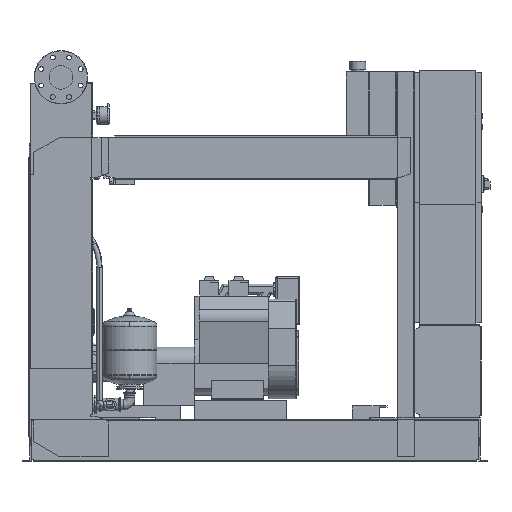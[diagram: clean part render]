
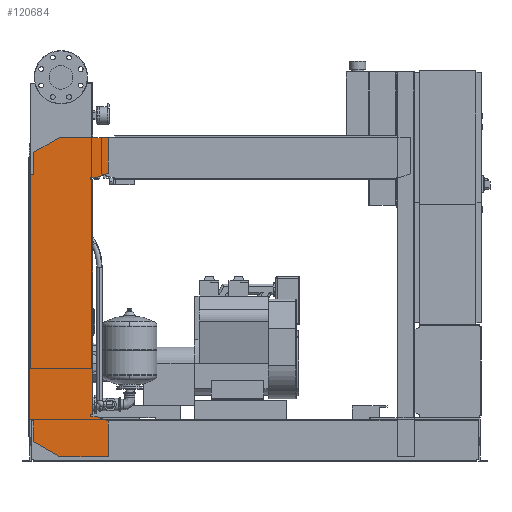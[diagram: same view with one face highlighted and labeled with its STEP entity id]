
A CAD part, front view. The second image highlights one B-rep face of the part: STEP entity #120684.
In plain terms, the highlighted free-form (B-spline) face has degree [1, 1] with [2, 2] control points.
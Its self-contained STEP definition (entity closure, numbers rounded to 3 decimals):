
#120169=CARTESIAN_POINT('',(-102.0,-463.5,1076.0));
#120170=VERTEX_POINT('',#120169);
#120177=CARTESIAN_POINT('',(-102.0,-463.5,1158.574));
#120178=VERTEX_POINT('',#120177);
#120179=CARTESIAN_POINT('',(-102.0,-463.5,1076.0));
#120180=DIRECTION('',(0.0,0.0,1.0));
#120181=VECTOR('',#120180,82.574);
#120182=LINE('',#120179,#120181);
#120183=EDGE_CURVE('',#120170,#120178,#120182,.T.);
#120201=CARTESIAN_POINT('',(-6.,-463.5,1214.0));
#120202=VERTEX_POINT('',#120201);
#120203=CARTESIAN_POINT('',(-102.0,-463.5,1158.574));
#120204=DIRECTION('',(0.866,0.0,0.5));
#120205=VECTOR('',#120204,110.851);
#120206=LINE('',#120203,#120205);
#120207=EDGE_CURVE('',#120178,#120202,#120206,.T.);
#120225=CARTESIAN_POINT('',(177.0,-463.5,1214.0));
#120226=VERTEX_POINT('',#120225);
#120227=CARTESIAN_POINT('',(-6.,-463.5,1214.0));
#120228=DIRECTION('',(1.0,0.0,0.0));
#120229=VECTOR('',#120228,183.0);
#120230=LINE('',#120227,#120229);
#120231=EDGE_CURVE('',#120202,#120226,#120230,.T.);
#120249=CARTESIAN_POINT('',(177.0,-463.5,1080.379));
#120250=VERTEX_POINT('',#120249);
#120251=CARTESIAN_POINT('',(177.0,-463.5,1214.0));
#120252=DIRECTION('',(0.0,0.0,-1.0));
#120253=VECTOR('',#120252,133.621);
#120254=LINE('',#120251,#120253);
#120255=EDGE_CURVE('',#120226,#120250,#120254,.T.);
#120273=CARTESIAN_POINT('',(132.,-463.5,1064.0));
#120274=VERTEX_POINT('',#120273);
#120275=CARTESIAN_POINT('',(177.0,-463.5,1080.379));
#120276=DIRECTION('',(-0.94,0.0,-0.342));
#120277=VECTOR('',#120276,47.888);
#120278=LINE('',#120275,#120277);
#120279=EDGE_CURVE('',#120250,#120274,#120278,.T.);
#120297=CARTESIAN_POINT('',(112.0,-463.5,1064.0));
#120298=VERTEX_POINT('',#120297);
#120299=CARTESIAN_POINT('',(132.,-463.5,1064.0));
#120300=DIRECTION('',(-1.0,0.0,0.0));
#120301=VECTOR('',#120300,20.);
#120302=LINE('',#120299,#120301);
#120303=EDGE_CURVE('',#120274,#120298,#120302,.T.);
#120321=CARTESIAN_POINT('',(112.0,-463.5,1056.0));
#120322=VERTEX_POINT('',#120321);
#120323=CARTESIAN_POINT('',(112.0,-463.5,1064.0));
#120324=DIRECTION('',(0.0,0.0,-1.0));
#120325=VECTOR('',#120324,8.0);
#120326=LINE('',#120323,#120325);
#120327=EDGE_CURVE('',#120298,#120322,#120326,.T.);
#120345=CARTESIAN_POINT('',(120.,-463.5,1056.0));
#120346=VERTEX_POINT('',#120345);
#120347=CARTESIAN_POINT('',(112.0,-463.5,1056.0));
#120348=DIRECTION('',(1.0,0.0,0.0));
#120349=VECTOR('',#120348,8.);
#120350=LINE('',#120347,#120349);
#120351=EDGE_CURVE('',#120322,#120346,#120350,.T.);
#120369=CARTESIAN_POINT('',(120.,-463.5,176.));
#120370=VERTEX_POINT('',#120369);
#120381=CARTESIAN_POINT('',(120.,-463.5,1056.0));
#120382=DIRECTION('',(0.0,0.0,-1.0));
#120383=VECTOR('',#120382,880.);
#120384=LINE('',#120381,#120383);
#120385=EDGE_CURVE('',#120346,#120370,#120384,.T.);
#120399=CARTESIAN_POINT('',(112.,-463.5,176.));
#120400=VERTEX_POINT('',#120399);
#120401=CARTESIAN_POINT('',(120.,-463.5,176.));
#120402=DIRECTION('',(-1.0,0.0,0.0));
#120403=VECTOR('',#120402,8.);
#120404=LINE('',#120401,#120403);
#120405=EDGE_CURVE('',#120370,#120400,#120404,.T.);
#120423=CARTESIAN_POINT('',(112.,-463.5,168.));
#120424=VERTEX_POINT('',#120423);
#120425=CARTESIAN_POINT('',(112.,-463.5,176.));
#120426=DIRECTION('',(0.0,0.0,-1.0));
#120427=VECTOR('',#120426,8.0);
#120428=LINE('',#120425,#120427);
#120429=EDGE_CURVE('',#120400,#120424,#120428,.T.);
#120447=CARTESIAN_POINT('',(132.,-463.5,168.));
#120448=VERTEX_POINT('',#120447);
#120449=CARTESIAN_POINT('',(112.,-463.5,168.));
#120450=DIRECTION('',(1.0,0.0,0.0));
#120451=VECTOR('',#120450,20.0);
#120452=LINE('',#120449,#120451);
#120453=EDGE_CURVE('',#120424,#120448,#120452,.T.);
#120471=CARTESIAN_POINT('',(177.,-463.5,151.621));
#120472=VERTEX_POINT('',#120471);
#120473=CARTESIAN_POINT('',(132.,-463.5,168.));
#120474=DIRECTION('',(0.94,0.0,-0.342));
#120475=VECTOR('',#120474,47.888);
#120476=LINE('',#120473,#120475);
#120477=EDGE_CURVE('',#120448,#120472,#120476,.T.);
#120495=CARTESIAN_POINT('',(177.,-463.5,18.0));
#120496=VERTEX_POINT('',#120495);
#120497=CARTESIAN_POINT('',(177.,-463.5,151.621));
#120498=DIRECTION('',(0.0,0.0,-1.0));
#120499=VECTOR('',#120498,133.621);
#120500=LINE('',#120497,#120499);
#120501=EDGE_CURVE('',#120472,#120496,#120500,.T.);
#120519=CARTESIAN_POINT('',(-4.,-463.5,18.0));
#120520=VERTEX_POINT('',#120519);
#120521=CARTESIAN_POINT('',(177.,-463.5,18.0));
#120522=DIRECTION('',(-1.0,0.0,0.0));
#120523=VECTOR('',#120522,181.);
#120524=LINE('',#120521,#120523);
#120525=EDGE_CURVE('',#120496,#120520,#120524,.T.);
#120543=CARTESIAN_POINT('',(-102.,-463.5,74.58));
#120544=VERTEX_POINT('',#120543);
#120545=CARTESIAN_POINT('',(-4.,-463.5,18.0));
#120546=DIRECTION('',(-0.866,0.,0.5));
#120547=VECTOR('',#120546,113.161);
#120548=LINE('',#120545,#120547);
#120549=EDGE_CURVE('',#120520,#120544,#120548,.T.);
#120567=CARTESIAN_POINT('',(-102.,-463.5,156.0));
#120568=VERTEX_POINT('',#120567);
#120569=CARTESIAN_POINT('',(-102.,-463.5,74.58));
#120570=DIRECTION('',(0.0,0.0,1.0));
#120571=VECTOR('',#120570,81.42);
#120572=LINE('',#120569,#120571);
#120573=EDGE_CURVE('',#120544,#120568,#120572,.T.);
#120591=CARTESIAN_POINT('',(-122.,-463.5,156.0));
#120592=VERTEX_POINT('',#120591);
#120593=CARTESIAN_POINT('',(-102.,-463.5,156.0));
#120594=DIRECTION('',(-1.0,0.0,0.0));
#120595=VECTOR('',#120594,20.0);
#120596=LINE('',#120593,#120595);
#120597=EDGE_CURVE('',#120568,#120592,#120596,.T.);
#120615=CARTESIAN_POINT('',(-122.0,-463.5,1076.0));
#120616=VERTEX_POINT('',#120615);
#120629=CARTESIAN_POINT('',(-122.,-463.5,156.0));
#120630=DIRECTION('',(0.0,0.0,1.0));
#120631=VECTOR('',#120630,920.0);
#120632=LINE('',#120629,#120631);
#120633=EDGE_CURVE('',#120592,#120616,#120632,.T.);
#120647=CARTESIAN_POINT('',(-122.0,-463.5,1076.0));
#120648=DIRECTION('',(1.0,0.0,0.0));
#120649=VECTOR('',#120648,20.0);
#120650=LINE('',#120647,#120649);
#120651=EDGE_CURVE('',#120616,#120170,#120650,.T.);
#120657=CARTESIAN_POINT('',(-122.,-463.5,18.0));
#120658=CARTESIAN_POINT('',(177.0,-463.5,18.0));
#120659=CARTESIAN_POINT('',(-122.,-463.5,1214.0));
#120660=CARTESIAN_POINT('',(177.0,-463.5,1214.0));
#120661=B_SPLINE_SURFACE_WITH_KNOTS('',1,1,((#120657,#120659),(#120658,#120660)),.UNSPECIFIED.,.F.,.F.,.U.,(2,2),(2,2),(0.0,299.),(0.0,1196.0),.UNSPECIFIED.);
#120662=ORIENTED_EDGE('',*,*,#120651,.F.);
#120663=ORIENTED_EDGE('',*,*,#120633,.F.);
#120664=ORIENTED_EDGE('',*,*,#120597,.F.);
#120665=ORIENTED_EDGE('',*,*,#120573,.F.);
#120666=ORIENTED_EDGE('',*,*,#120549,.F.);
#120667=ORIENTED_EDGE('',*,*,#120525,.F.);
#120668=ORIENTED_EDGE('',*,*,#120501,.F.);
#120669=ORIENTED_EDGE('',*,*,#120477,.F.);
#120670=ORIENTED_EDGE('',*,*,#120453,.F.);
#120671=ORIENTED_EDGE('',*,*,#120429,.F.);
#120672=ORIENTED_EDGE('',*,*,#120405,.F.);
#120673=ORIENTED_EDGE('',*,*,#120385,.F.);
#120674=ORIENTED_EDGE('',*,*,#120351,.F.);
#120675=ORIENTED_EDGE('',*,*,#120327,.F.);
#120676=ORIENTED_EDGE('',*,*,#120303,.F.);
#120677=ORIENTED_EDGE('',*,*,#120279,.F.);
#120678=ORIENTED_EDGE('',*,*,#120255,.F.);
#120679=ORIENTED_EDGE('',*,*,#120231,.F.);
#120680=ORIENTED_EDGE('',*,*,#120207,.F.);
#120681=ORIENTED_EDGE('',*,*,#120183,.F.);
#120682=EDGE_LOOP('',(#120662,#120663,#120664,#120665,#120666,#120667,#120668,#120669,#120670,#120671,#120672,#120673,#120674,#120675,#120676,#120677,#120678,#120679,#120680,#120681));
#120683=FACE_OUTER_BOUND('',#120682,.T.);
#120684=ADVANCED_FACE('',(#120683),#120661,.T.);
